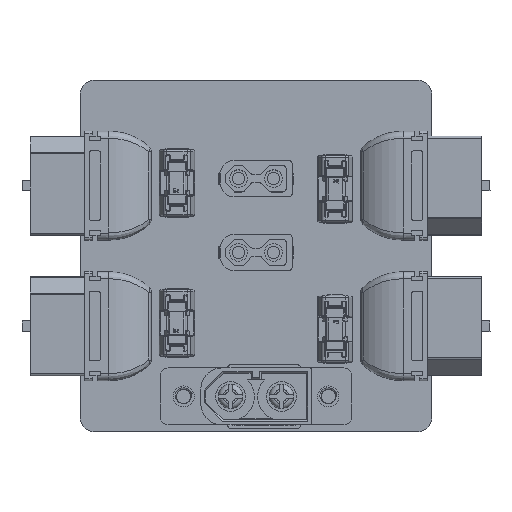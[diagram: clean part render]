
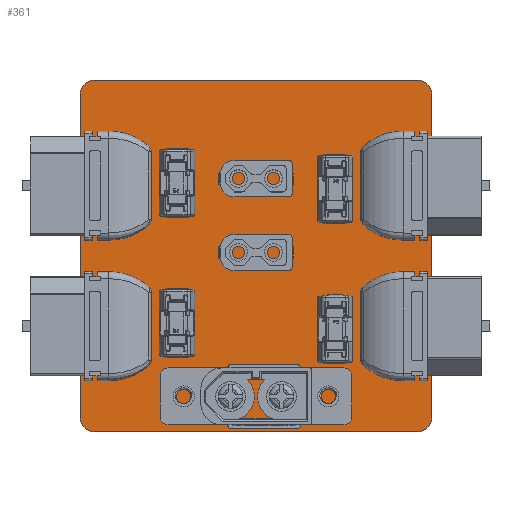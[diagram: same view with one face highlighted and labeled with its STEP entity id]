
A CAD part, top view. The second image highlights one B-rep face of the part: STEP entity #361.
In plain terms, the highlighted planar face has unit normal (0, 0, 1).
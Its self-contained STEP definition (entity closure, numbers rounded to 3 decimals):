
#96 = VERTEX_POINT('',#97);
#97 = CARTESIAN_POINT('',(0.,2.,1.694));
#103 = EDGE_CURVE('',#96,#104,#106,.T.);
#104 = VERTEX_POINT('',#105);
#105 = CARTESIAN_POINT('',(0.,48.,1.694));
#106 = LINE('',#107,#108);
#107 = CARTESIAN_POINT('',(0.,2.,1.694));
#108 = VECTOR('',#109,1.);
#109 = DIRECTION('',(0.,1.,0.));
#134 = EDGE_CURVE('',#104,#135,#137,.T.);
#135 = VERTEX_POINT('',#136);
#136 = CARTESIAN_POINT('',(2.,50.,1.694));
#137 = CIRCLE('',#138,2.001);
#138 = AXIS2_PLACEMENT_3D('',#139,#140,#141);
#139 = CARTESIAN_POINT('',(2.001,47.999,1.694));
#140 = DIRECTION('',(0.,0.,-1.));
#141 = DIRECTION('',(-1.,0.,0.));
#167 = EDGE_CURVE('',#135,#168,#170,.T.);
#168 = VERTEX_POINT('',#169);
#169 = CARTESIAN_POINT('',(48.,50.,1.694));
#170 = LINE('',#171,#172);
#171 = CARTESIAN_POINT('',(2.,50.,1.694));
#172 = VECTOR('',#173,1.);
#173 = DIRECTION('',(1.,0.,0.));
#198 = EDGE_CURVE('',#168,#199,#201,.T.);
#199 = VERTEX_POINT('',#200);
#200 = CARTESIAN_POINT('',(50.,48.,1.694));
#201 = CIRCLE('',#202,2.001);
#202 = AXIS2_PLACEMENT_3D('',#203,#204,#205);
#203 = CARTESIAN_POINT('',(47.999,47.999,1.694));
#204 = DIRECTION('',(0.,0.,-1.));
#205 = DIRECTION('',(0.,1.,0.));
#231 = EDGE_CURVE('',#199,#232,#234,.T.);
#232 = VERTEX_POINT('',#233);
#233 = CARTESIAN_POINT('',(50.,2.,1.694));
#234 = LINE('',#235,#236);
#235 = CARTESIAN_POINT('',(50.,48.,1.694));
#236 = VECTOR('',#237,1.);
#237 = DIRECTION('',(0.,-1.,0.));
#262 = EDGE_CURVE('',#232,#263,#265,.T.);
#263 = VERTEX_POINT('',#264);
#264 = CARTESIAN_POINT('',(48.,0.,1.694));
#265 = CIRCLE('',#266,2.001);
#266 = AXIS2_PLACEMENT_3D('',#267,#268,#269);
#267 = CARTESIAN_POINT('',(47.999,2.001,1.694));
#268 = DIRECTION('',(0.,0.,-1.));
#269 = DIRECTION('',(1.,0.,0.));
#295 = EDGE_CURVE('',#263,#296,#298,.T.);
#296 = VERTEX_POINT('',#297);
#297 = CARTESIAN_POINT('',(2.,0.,1.694));
#298 = LINE('',#299,#300);
#299 = CARTESIAN_POINT('',(48.,0.,1.694));
#300 = VECTOR('',#301,1.);
#301 = DIRECTION('',(-1.,0.,0.));
#326 = EDGE_CURVE('',#296,#96,#327,.T.);
#327 = CIRCLE('',#328,2.001);
#328 = AXIS2_PLACEMENT_3D('',#329,#330,#331);
#329 = CARTESIAN_POINT('',(2.001,2.001,1.694));
#330 = DIRECTION('',(0.,0.,-1.));
#331 = DIRECTION('',(0.,-1.,-0.));
#361 = ADVANCED_FACE('',(#362),#372,.F.);
#362 = FACE_BOUND('',#363,.F.);
#363 = EDGE_LOOP('',(#364,#365,#366,#367,#368,#369,#370,#371));
#364 = ORIENTED_EDGE('',*,*,#103,.T.);
#365 = ORIENTED_EDGE('',*,*,#134,.T.);
#366 = ORIENTED_EDGE('',*,*,#167,.T.);
#367 = ORIENTED_EDGE('',*,*,#198,.T.);
#368 = ORIENTED_EDGE('',*,*,#231,.T.);
#369 = ORIENTED_EDGE('',*,*,#262,.T.);
#370 = ORIENTED_EDGE('',*,*,#295,.T.);
#371 = ORIENTED_EDGE('',*,*,#326,.T.);
#372 = PLANE('',#373);
#373 = AXIS2_PLACEMENT_3D('',#374,#375,#376);
#374 = CARTESIAN_POINT('',(25.,25.,1.694));
#375 = DIRECTION('',(-0.,-0.,-1.));
#376 = DIRECTION('',(-1.,0.,0.));
